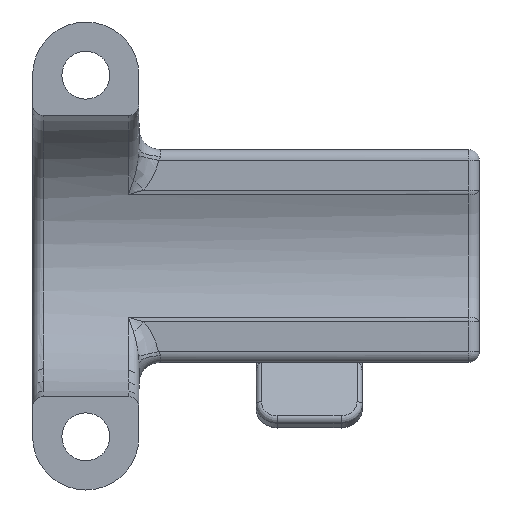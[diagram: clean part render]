
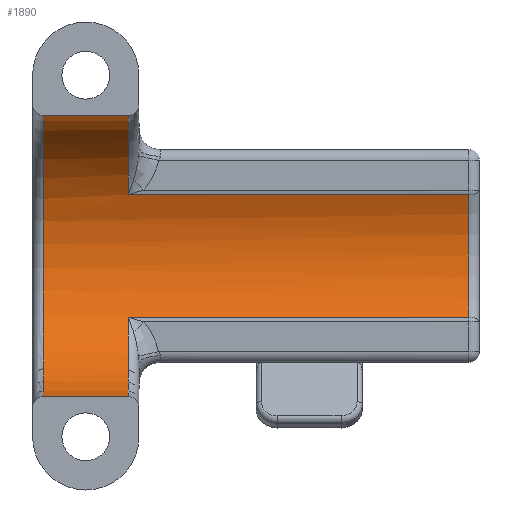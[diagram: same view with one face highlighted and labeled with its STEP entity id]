
A CAD part, front view. The second image highlights one B-rep face of the part: STEP entity #1890.
In plain terms, the highlighted cylindrical face has radius 13.4 mm (diameter 26.8 mm), a partial arc.
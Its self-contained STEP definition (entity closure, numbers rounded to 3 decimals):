
#81=LINE('',#2996,#211);
#104=LINE('',#3317,#234);
#129=LINE('',#3554,#259);
#131=LINE('',#3580,#261);
#211=VECTOR('',#2189,10.);
#234=VECTOR('',#2264,10.);
#259=VECTOR('',#2427,10.);
#261=VECTOR('',#2433,10.);
#375=CYLINDRICAL_SURFACE('',#2127,13.4);
#503=FACE_OUTER_BOUND('',#623,.T.);
#623=EDGE_LOOP('',(#1746,#1747,#1748,#1749,#1750,#1751,#1752,#1753));
#669=CIRCLE('',#1934,13.4);
#688=CIRCLE('',#1966,13.4);
#727=CIRCLE('',#2030,13.4);
#763=CIRCLE('',#2119,13.4);
#768=VERTEX_POINT('',#2724);
#789=VERTEX_POINT('',#2979);
#791=VERTEX_POINT('',#2994);
#813=VERTEX_POINT('',#3200);
#826=VERTEX_POINT('',#3316);
#828=VERTEX_POINT('',#3322);
#860=VERTEX_POINT('',#3553);
#862=VERTEX_POINT('',#3569);
#963=EDGE_CURVE('',#768,#789,#669,.T.);
#967=EDGE_CURVE('',#791,#768,#81,.T.);
#1016=EDGE_CURVE('',#813,#826,#104,.T.);
#1020=EDGE_CURVE('',#828,#813,#688,.T.);
#1084=EDGE_CURVE('',#826,#791,#727,.T.);
#1085=EDGE_CURVE('',#789,#860,#129,.T.);
#1090=EDGE_CURVE('',#828,#862,#131,.T.);
#1203=EDGE_CURVE('',#860,#862,#763,.T.);
#1746=ORIENTED_EDGE('',*,*,#967,.F.);
#1747=ORIENTED_EDGE('',*,*,#1084,.F.);
#1748=ORIENTED_EDGE('',*,*,#1016,.F.);
#1749=ORIENTED_EDGE('',*,*,#1020,.F.);
#1750=ORIENTED_EDGE('',*,*,#1090,.T.);
#1751=ORIENTED_EDGE('',*,*,#1203,.F.);
#1752=ORIENTED_EDGE('',*,*,#1085,.F.);
#1753=ORIENTED_EDGE('',*,*,#963,.F.);
#1890=ADVANCED_FACE('',(#503),#375,.F.);
#1934=AXIS2_PLACEMENT_3D('',#2980,#2182,#2183);
#1966=AXIS2_PLACEMENT_3D('',#3333,#2271,#2272);
#2030=AXIS2_PLACEMENT_3D('',#3551,#2423,#2424);
#2119=AXIS2_PLACEMENT_3D('',#3887,#2672,#2673);
#2127=AXIS2_PLACEMENT_3D('',#3899,#2690,#2691);
#2182=DIRECTION('center_axis',(-1.,0.,0.));
#2183=DIRECTION('ref_axis',(0.,0.595,-0.804));
#2189=DIRECTION('',(-1.,0.,0.));
#2264=DIRECTION('',(1.,0.,0.));
#2271=DIRECTION('center_axis',(-1.,0.,0.));
#2272=DIRECTION('ref_axis',(0.,0.595,0.804));
#2423=DIRECTION('center_axis',(-1.,0.,0.));
#2424=DIRECTION('ref_axis',(0.,1.,0.));
#2427=DIRECTION('',(-1.,0.,0.));
#2433=DIRECTION('',(-1.,0.,0.));
#2672=DIRECTION('center_axis',(1.,0.,0.));
#2673=DIRECTION('ref_axis',(0.,1.,0.));
#2690=DIRECTION('center_axis',(-1.,0.,0.));
#2691=DIRECTION('ref_axis',(0.,-0.164,-0.986));
#2724=CARTESIAN_POINT('',(-17.,-5.903,4.237));
#2979=CARTESIAN_POINT('',(-17.,-15.8,-3.218));
#2980=CARTESIAN_POINT('Origin',(-17.,-18.,10.));
#2994=CARTESIAN_POINT('',(15.,-5.903,4.237));
#2996=CARTESIAN_POINT('',(-16.,-5.903,4.237));
#3200=CARTESIAN_POINT('',(-17.,-5.903,15.763));
#3316=CARTESIAN_POINT('',(15.,-5.903,15.763));
#3317=CARTESIAN_POINT('',(-16.,-5.903,15.763));
#3322=CARTESIAN_POINT('',(-17.,-15.8,23.218));
#3333=CARTESIAN_POINT('Origin',(-17.,-18.,10.));
#3551=CARTESIAN_POINT('Origin',(15.,-18.,10.));
#3553=CARTESIAN_POINT('',(-25.,-15.8,-3.218));
#3554=CARTESIAN_POINT('',(-16.,-15.8,-3.218));
#3569=CARTESIAN_POINT('',(-25.,-15.8,23.218));
#3580=CARTESIAN_POINT('',(-16.,-15.8,23.218));
#3887=CARTESIAN_POINT('Origin',(-25.,-18.,10.));
#3899=CARTESIAN_POINT('Origin',(-16.,-18.,10.));
